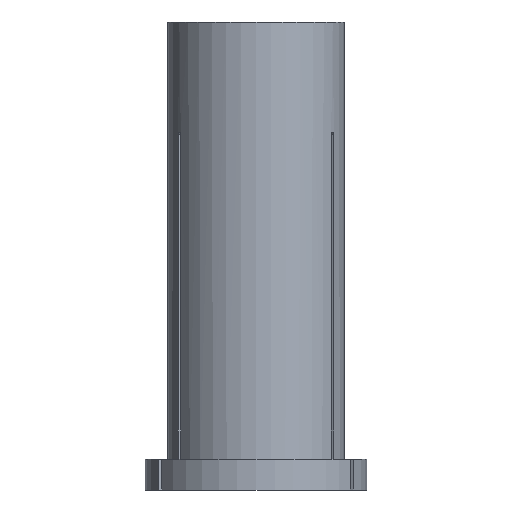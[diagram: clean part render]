
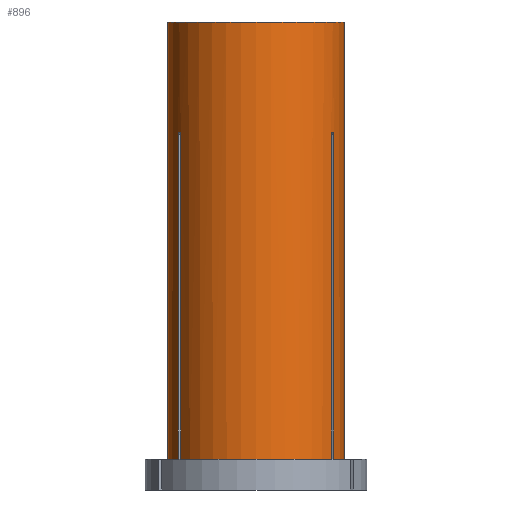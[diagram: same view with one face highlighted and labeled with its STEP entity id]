
A CAD part, front view. The second image highlights one B-rep face of the part: STEP entity #896.
In plain terms, the highlighted cylindrical face has radius 10 mm (diameter 20 mm), a partial arc.
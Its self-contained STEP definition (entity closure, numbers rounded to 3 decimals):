
#2 = EDGE_CURVE ( 'NONE', #202, #513, #619, .T. ) ;
#11 = ORIENTED_EDGE ( 'NONE', *, *, #839, .F. ) ;
#27 = DIRECTION ( 'NONE',  ( 0., 0., 1. ) ) ;
#31 = CARTESIAN_POINT ( 'NONE',  ( -8.506, -5.258, -12.505 ) ) ;
#33 = DIRECTION ( 'NONE',  ( 0., 0., 1. ) ) ;
#42 = CIRCLE ( 'NONE', #857, 10. ) ;
#45 = CARTESIAN_POINT ( 'NONE',  ( -8.806, -4.738, -12.505 ) ) ;
#64 = CARTESIAN_POINT ( 'NONE',  ( 10., 0., 0. ) ) ;
#88 = CARTESIAN_POINT ( 'NONE',  ( 0., 0., -49.4 ) ) ;
#104 = ORIENTED_EDGE ( 'NONE', *, *, #2, .T. ) ;
#120 = CARTESIAN_POINT ( 'NONE',  ( -10., 0., -49.4 ) ) ;
#126 = CARTESIAN_POINT ( 'NONE',  ( 0., 0., 0. ) ) ;
#133 = EDGE_CURVE ( 'NONE', #1107, #151, #42, .T. ) ;
#134 = DIRECTION ( 'NONE',  ( 0., 0., 1. ) ) ;
#137 = AXIS2_PLACEMENT_3D ( 'NONE', #463, #1225, #568 ) ;
#151 = VERTEX_POINT ( 'NONE', #850 ) ;
#160 = CARTESIAN_POINT ( 'NONE',  ( -8.506, -5.258, -12.505 ) ) ;
#190 = CARTESIAN_POINT ( 'NONE',  ( -10., 0., 0. ) ) ;
#192 = VECTOR ( 'NONE', #33, 1000. ) ;
#202 = VERTEX_POINT ( 'NONE', #328 ) ;
#219 = VECTOR ( 'NONE', #1306, 1000. ) ;
#268 = CARTESIAN_POINT ( 'NONE',  ( 8.506, -5.258, -12.505 ) ) ;
#286 = CARTESIAN_POINT ( 'NONE',  ( 0., 0., -49.4 ) ) ;
#328 = CARTESIAN_POINT ( 'NONE',  ( -8.506, -5.258, -49.4 ) ) ;
#333 = B_SPLINE_CURVE_WITH_KNOTS ( 'NONE', 3,
 ( #45, #1212, #1313, #760, #31 ),
 .UNSPECIFIED., .F., .F.,
 ( 4, 1, 4 ),
 ( 0.069, 0.07, 0.07 ),
 .UNSPECIFIED. ) ;
#357 = EDGE_CURVE ( 'NONE', #614, #409, #333, .T. ) ;
#372 = ORIENTED_EDGE ( 'NONE', *, *, #473, .T. ) ;
#385 = DIRECTION ( 'NONE',  ( 1., 0., 0. ) ) ;
#409 = VERTEX_POINT ( 'NONE', #160 ) ;
#438 = VECTOR ( 'NONE', #579, 1000. ) ;
#441 = EDGE_CURVE ( 'NONE', #977, #530, #1319, .T. ) ;
#451 = LINE ( 'NONE', #64, #438 ) ;
#455 = VECTOR ( 'NONE', #668, 1000. ) ;
#463 = CARTESIAN_POINT ( 'NONE',  ( 0., 0., -49.4 ) ) ;
#473 = EDGE_CURVE ( 'NONE', #617, #847, #730, .T. ) ;
#479 = AXIS2_PLACEMENT_3D ( 'NONE', #286, #1029, #385 ) ;
#488 = LINE ( 'NONE', #993, #192 ) ;
#489 = LINE ( 'NONE', #674, #455 ) ;
#495 = DIRECTION ( 'NONE',  ( 0., 0., 1. ) ) ;
#501 = EDGE_LOOP ( 'NONE', ( #1332, #1051, #1149, #886, #11, #104, #794, #372, #572, #1231, #907, #1020 ) ) ;
#504 = AXIS2_PLACEMENT_3D ( 'NONE', #88, #495, #705 ) ;
#506 = EDGE_CURVE ( 'NONE', #530, #151, #451, .T. ) ;
#513 = VERTEX_POINT ( 'NONE', #901 ) ;
#524 = EDGE_CURVE ( 'NONE', #977, #847, #1297, .T. ) ;
#530 = VERTEX_POINT ( 'NONE', #1239 ) ;
#540 = EDGE_CURVE ( 'NONE', #1170, #1141, #978, .T. ) ;
#544 = CARTESIAN_POINT ( 'NONE',  ( 8.506, -5.258, 0. ) ) ;
#568 = DIRECTION ( 'NONE',  ( 1., 0., 0. ) ) ;
#572 = ORIENTED_EDGE ( 'NONE', *, *, #524, .F. ) ;
#579 = DIRECTION ( 'NONE',  ( 0., 0., 1. ) ) ;
#614 = VERTEX_POINT ( 'NONE', #1232 ) ;
#617 = VERTEX_POINT ( 'NONE', #686 ) ;
#619 = CIRCLE ( 'NONE', #504, 10. ) ;
#643 = CARTESIAN_POINT ( 'NONE',  ( 0., 0., 0. ) ) ;
#668 = DIRECTION ( 'NONE',  ( 0., 0., 1. ) ) ;
#674 = CARTESIAN_POINT ( 'NONE',  ( -10., 0., 0. ) ) ;
#679 = CARTESIAN_POINT ( 'NONE',  ( 8.806, -4.738, -12.505 ) ) ;
#686 = CARTESIAN_POINT ( 'NONE',  ( 8.506, -5.258, -12.505 ) ) ;
#703 = LINE ( 'NONE', #756, #1001 ) ;
#705 = DIRECTION ( 'NONE',  ( 1., 0., 0. ) ) ;
#715 = VECTOR ( 'NONE', #788, 1000. ) ;
#730 = B_SPLINE_CURVE_WITH_KNOTS ( 'NONE', 3,
 ( #268, #1008, #1127, #1335, #679 ),
 .UNSPECIFIED., .F., .F.,
 ( 4, 1, 4 ),
 ( 0.075, 0.075, 0.076 ),
 .UNSPECIFIED. ) ;
#741 = AXIS2_PLACEMENT_3D ( 'NONE', #126, #972, #1209 ) ;
#746 = DIRECTION ( 'NONE',  ( 1., 0., 0. ) ) ;
#756 = CARTESIAN_POINT ( 'NONE',  ( -8.506, -5.258, 0. ) ) ;
#760 = CARTESIAN_POINT ( 'NONE',  ( -8.559, -5.173, -12.502 ) ) ;
#773 = LINE ( 'NONE', #544, #219 ) ;
#786 = EDGE_CURVE ( 'NONE', #1141, #614, #488, .T. ) ;
#788 = DIRECTION ( 'NONE',  ( 0., 0., 1. ) ) ;
#794 = ORIENTED_EDGE ( 'NONE', *, *, #1291, .T. ) ;
#826 = EDGE_CURVE ( 'NONE', #1170, #1107, #489, .T. ) ;
#839 = EDGE_CURVE ( 'NONE', #202, #409, #703, .T. ) ;
#847 = VERTEX_POINT ( 'NONE', #1361 ) ;
#850 = CARTESIAN_POINT ( 'NONE',  ( 10., 0., 0. ) ) ;
#857 = AXIS2_PLACEMENT_3D ( 'NONE', #643, #27, #746 ) ;
#882 = CARTESIAN_POINT ( 'NONE',  ( 8.806, -4.738, -49.4 ) ) ;
#886 = ORIENTED_EDGE ( 'NONE', *, *, #357, .T. ) ;
#896 = ADVANCED_FACE ( 'NONE', ( #1257 ), #1132, .T. ) ;
#901 = CARTESIAN_POINT ( 'NONE',  ( 8.506, -5.258, -49.4 ) ) ;
#907 = ORIENTED_EDGE ( 'NONE', *, *, #506, .T. ) ;
#972 = DIRECTION ( 'NONE',  ( 0., 0., 1. ) ) ;
#977 = VERTEX_POINT ( 'NONE', #882 ) ;
#978 = CIRCLE ( 'NONE', #479, 10. ) ;
#993 = CARTESIAN_POINT ( 'NONE',  ( -8.806, -4.738, 0. ) ) ;
#1001 = VECTOR ( 'NONE', #134, 1000. ) ;
#1008 = CARTESIAN_POINT ( 'NONE',  ( 8.559, -5.172, -12.502 ) ) ;
#1020 = ORIENTED_EDGE ( 'NONE', *, *, #133, .F. ) ;
#1024 = CARTESIAN_POINT ( 'NONE',  ( 8.806, -4.738, 0. ) ) ;
#1029 = DIRECTION ( 'NONE',  ( 0., 0., 1. ) ) ;
#1051 = ORIENTED_EDGE ( 'NONE', *, *, #540, .T. ) ;
#1077 = CARTESIAN_POINT ( 'NONE',  ( -8.806, -4.738, -49.4 ) ) ;
#1107 = VERTEX_POINT ( 'NONE', #190 ) ;
#1127 = CARTESIAN_POINT ( 'NONE',  ( 8.662, -5., -12.498 ) ) ;
#1132 = CYLINDRICAL_SURFACE ( 'NONE', #741, 10. ) ;
#1141 = VERTEX_POINT ( 'NONE', #1077 ) ;
#1149 = ORIENTED_EDGE ( 'NONE', *, *, #786, .T. ) ;
#1170 = VERTEX_POINT ( 'NONE', #120 ) ;
#1209 = DIRECTION ( 'NONE',  ( 1., 0., 0. ) ) ;
#1212 = CARTESIAN_POINT ( 'NONE',  ( -8.759, -4.826, -12.502 ) ) ;
#1225 = DIRECTION ( 'NONE',  ( 0., 0., 1. ) ) ;
#1231 = ORIENTED_EDGE ( 'NONE', *, *, #441, .T. ) ;
#1232 = CARTESIAN_POINT ( 'NONE',  ( -8.806, -4.738, -12.505 ) ) ;
#1239 = CARTESIAN_POINT ( 'NONE',  ( 10., 0., -49.4 ) ) ;
#1257 = FACE_OUTER_BOUND ( 'NONE', #501, .T. ) ;
#1291 = EDGE_CURVE ( 'NONE', #513, #617, #773, .T. ) ;
#1297 = LINE ( 'NONE', #1024, #715 ) ;
#1306 = DIRECTION ( 'NONE',  ( 0., 0., 1. ) ) ;
#1313 = CARTESIAN_POINT ( 'NONE',  ( -8.661, -5.002, -12.498 ) ) ;
#1319 = CIRCLE ( 'NONE', #137, 10. ) ;
#1332 = ORIENTED_EDGE ( 'NONE', *, *, #826, .F. ) ;
#1335 = CARTESIAN_POINT ( 'NONE',  ( 8.759, -4.826, -12.502 ) ) ;
#1361 = CARTESIAN_POINT ( 'NONE',  ( 8.806, -4.738, -12.505 ) ) ;
